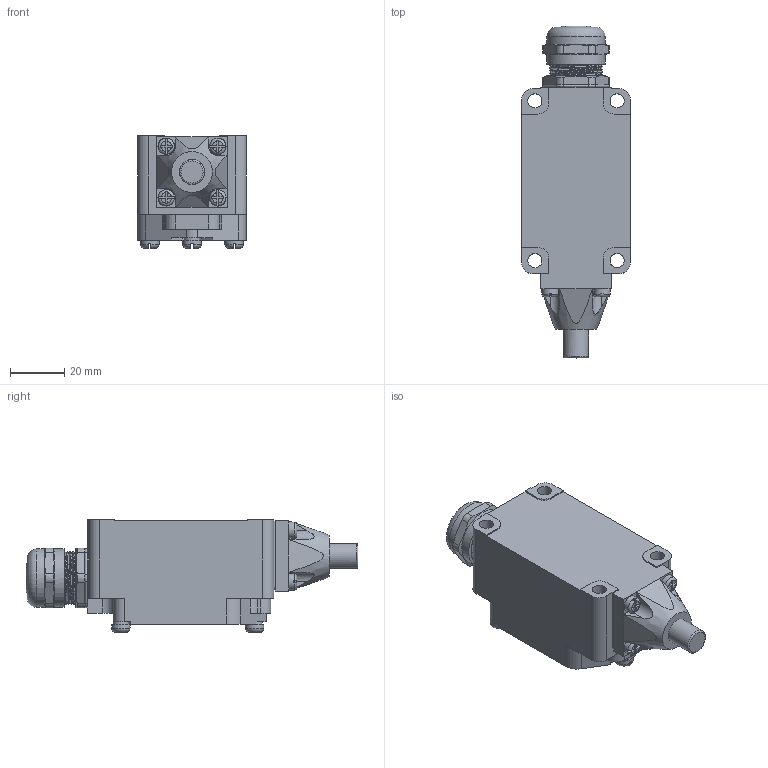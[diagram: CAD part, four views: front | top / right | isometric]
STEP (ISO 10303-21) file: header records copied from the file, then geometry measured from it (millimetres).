
FILE_DESCRIPTION(('STEP AP203'), '1');
FILE_NAME('MTB4-HD5101_3D', '2025-08-04T09:56:37', (''), (''), 'C3D Converter', 'C3D Toolkit', '');
FILE_SCHEMA(('CONFIG_CONTROL_DESIGN'));
Length unit declared in the file: millimetre
Products named in the file (3): LA167-Z5-101; W20250731001
Assembly tree (2 placements, depth 2):
  (unnamed)
    LA167-Z5-101
    W20250731001
Bounding box: 40 x 122.05 x 41.5 mm (x, y, z)
Volume: 104362.7 mm3; surface area: 24436.9 mm2
Topology: 4 solids, 8 shells, 433 faces, 1192 edges, 783 vertices
Faces by surface type: plane 256, cylinder 134, torus 28, bspline 9, cone 6
Full cylindrical faces by diameter (mm): 3.7 x4, 5.2 x4, 5.7 x3, 6 x4, 6.8 x3, 9.2 x1, 10.6 x1, 11.4 x1, 12 x1, 12.8 x1, 15 x1, 15.2 x1, 16 x1, 19.2 x1, 19.8 x1, 21.4 x2
Entity records: 22879 total; most frequent: CARTESIAN_POINT 10657, ORIENTED_EDGE 2296, DIRECTION 2180, EDGE_CURVE 1148, VERTEX_POINT 782, AXIS2_PLACEMENT_3D 773, LINE 634, VECTOR 634
